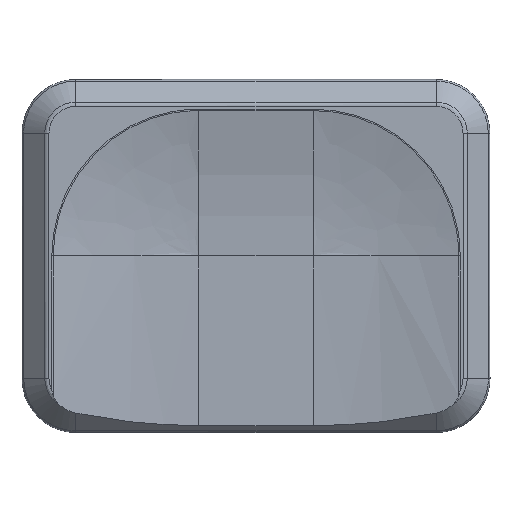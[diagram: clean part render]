
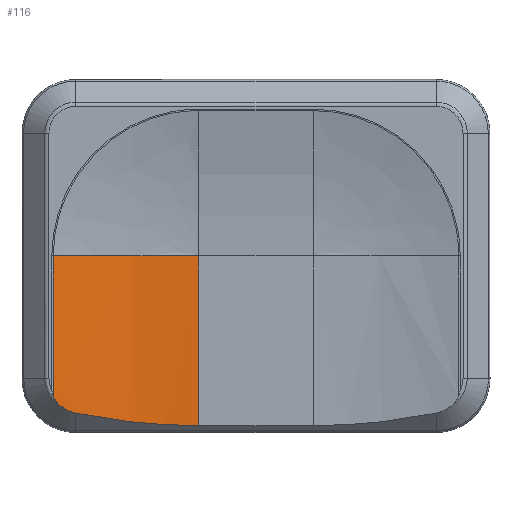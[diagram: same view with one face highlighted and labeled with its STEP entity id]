
A CAD part, top view. The second image highlights one B-rep face of the part: STEP entity #116.
In plain terms, the highlighted free-form (B-spline) face has degree [2, 1] with [3, 2] control points.
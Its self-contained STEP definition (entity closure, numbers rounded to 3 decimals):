
#116=ADVANCED_FACE('',(#209),#1345,.T.);
#209=FACE_OUTER_BOUND('',#305,.T.);
#305=EDGE_LOOP('',(#713,#714,#715,#716,#717,#718));
#713=ORIENTED_EDGE('',*,*,#938,.T.);
#714=ORIENTED_EDGE('',*,*,#937,.F.);
#715=ORIENTED_EDGE('',*,*,#889,.T.);
#716=ORIENTED_EDGE('',*,*,#936,.T.);
#717=ORIENTED_EDGE('',*,*,#911,.T.);
#718=ORIENTED_EDGE('',*,*,#939,.T.);
#889=EDGE_CURVE('',#1257,#1258,#1010,.T.);
#911=EDGE_CURVE('',#1279,#1276,#1135,.T.);
#936=EDGE_CURVE('',#1258,#1279,#1037,.T.);
#937=EDGE_CURVE('',#1257,#1272,#1038,.T.);
#938=EDGE_CURVE('',#1271,#1272,#1151,.T.);
#939=EDGE_CURVE('',#1276,#1271,#1152,.T.);
#1010=(
BOUNDED_CURVE()
B_SPLINE_CURVE(2,(#2470,#2471,#2472),.UNSPECIFIED.,.F.,.F.)
B_SPLINE_CURVE_WITH_KNOTS((3,3),(-7.517,-0.092),
 .UNSPECIFIED.)
CURVE()
GEOMETRIC_REPRESENTATION_ITEM()
RATIONAL_B_SPLINE_CURVE((1.,1.,1.))
REPRESENTATION_ITEM('')
);
#1037=(
BOUNDED_CURVE()
B_SPLINE_CURVE(1,(#2668,#2669),.UNSPECIFIED.,.F.,.F.)
B_SPLINE_CURVE_WITH_KNOTS((2,2),(0.,6.522),.UNSPECIFIED.)
CURVE()
GEOMETRIC_REPRESENTATION_ITEM()
RATIONAL_B_SPLINE_CURVE((1.,1.))
REPRESENTATION_ITEM('')
);
#1038=(
BOUNDED_CURVE()
B_SPLINE_CURVE(1,(#2670,#2671),.UNSPECIFIED.,.F.,.F.)
B_SPLINE_CURVE_WITH_KNOTS((2,2),(0.,7.929),.UNSPECIFIED.)
CURVE()
GEOMETRIC_REPRESENTATION_ITEM()
RATIONAL_B_SPLINE_CURVE((1.,1.))
REPRESENTATION_ITEM('')
);
#1135=B_SPLINE_CURVE_WITH_KNOTS('',3,(#2530,#2531,#2532,#2533,#2534,#2535,
#2536),.UNSPECIFIED.,.F.,.F.,(4,3,4),(0.,0.205,0.562),
 .UNSPECIFIED.);
#1151=B_SPLINE_CURVE_WITH_KNOTS('',3,(#2672,#2673,#2674,#2675,#2676,#2677,
#2678,#2679),.UNSPECIFIED.,.F.,.F.,(4,2,2,4),(0.,2.906,
4.358,5.81),.UNSPECIFIED.);
#1152=B_SPLINE_CURVE_WITH_KNOTS('',3,(#2680,#2681,#2682,#2683),
 .UNSPECIFIED.,.F.,.F.,(4,4),(0.,0.873),.UNSPECIFIED.);
#1257=VERTEX_POINT('',#1986);
#1258=VERTEX_POINT('',#1987);
#1271=VERTEX_POINT('',#2000);
#1272=VERTEX_POINT('',#2001);
#1276=VERTEX_POINT('',#2005);
#1279=VERTEX_POINT('',#2008);
#1345=(
BOUNDED_SURFACE()
B_SPLINE_SURFACE(2,1,((#1872,#1873),(#1874,#1875),(#1876,#1877)),
 .UNSPECIFIED.,.F.,.F.,.F.)
B_SPLINE_SURFACE_WITH_KNOTS((3,3),(2,2),(-7.517,-0.092),
(0.,15.082),.UNSPECIFIED.)
GEOMETRIC_REPRESENTATION_ITEM()
RATIONAL_B_SPLINE_SURFACE(((1.,1.),(1.,1.),(1.,1.)))
REPRESENTATION_ITEM('')
SURFACE()
);
#1872=CARTESIAN_POINT('',(44.934,-26.077,8.479));
#1873=CARTESIAN_POINT('',(44.934,-41.16,8.479));
#1874=CARTESIAN_POINT('',(41.539,-26.077,8.479));
#1875=CARTESIAN_POINT('',(41.539,-41.16,8.479));
#1876=CARTESIAN_POINT('',(38.143,-26.077,9.297));
#1877=CARTESIAN_POINT('',(38.143,-41.16,9.297));
#1986=CARTESIAN_POINT('',(44.934,-26.077,8.479));
#1987=CARTESIAN_POINT('',(38.143,-26.077,9.297));
#2000=CARTESIAN_POINT('',(39.205,-33.425,9.061));
#2001=CARTESIAN_POINT('',(44.934,-34.006,8.479));
#2005=CARTESIAN_POINT('',(38.453,-33.053,9.224));
#2008=CARTESIAN_POINT('',(38.143,-32.6,9.297));
#2470=CARTESIAN_POINT('',(44.934,-26.077,8.479));
#2471=CARTESIAN_POINT('',(41.539,-26.077,8.479));
#2472=CARTESIAN_POINT('',(38.143,-26.077,9.297));
#2530=CARTESIAN_POINT('',(38.143,-32.6,9.297));
#2531=CARTESIAN_POINT('',(38.164,-32.663,9.292));
#2532=CARTESIAN_POINT('',(38.194,-32.726,9.285));
#2533=CARTESIAN_POINT('',(38.228,-32.784,9.276));
#2534=CARTESIAN_POINT('',(38.288,-32.885,9.262));
#2535=CARTESIAN_POINT('',(38.365,-32.976,9.244));
#2536=CARTESIAN_POINT('',(38.453,-33.053,9.224));
#2668=CARTESIAN_POINT('',(38.143,-26.077,9.297));
#2669=CARTESIAN_POINT('',(38.143,-32.6,9.297));
#2670=CARTESIAN_POINT('',(44.934,-26.077,8.479));
#2671=CARTESIAN_POINT('',(44.934,-34.006,8.479));
#2672=CARTESIAN_POINT('',(39.205,-33.425,9.061));
#2673=CARTESIAN_POINT('',(40.137,-33.614,8.872));
#2674=CARTESIAN_POINT('',(41.082,-33.76,8.726));
#2675=CARTESIAN_POINT('',(42.52,-33.907,8.579));
#2676=CARTESIAN_POINT('',(43.001,-33.944,8.542));
#2677=CARTESIAN_POINT('',(43.967,-33.994,8.492));
#2678=CARTESIAN_POINT('',(44.45,-34.006,8.479));
#2679=CARTESIAN_POINT('',(44.934,-34.006,8.479));
#2680=CARTESIAN_POINT('',(38.453,-33.053,9.224));
#2681=CARTESIAN_POINT('',(38.668,-33.24,9.175));
#2682=CARTESIAN_POINT('',(38.927,-33.368,9.118));
#2683=CARTESIAN_POINT('',(39.205,-33.425,9.061));
